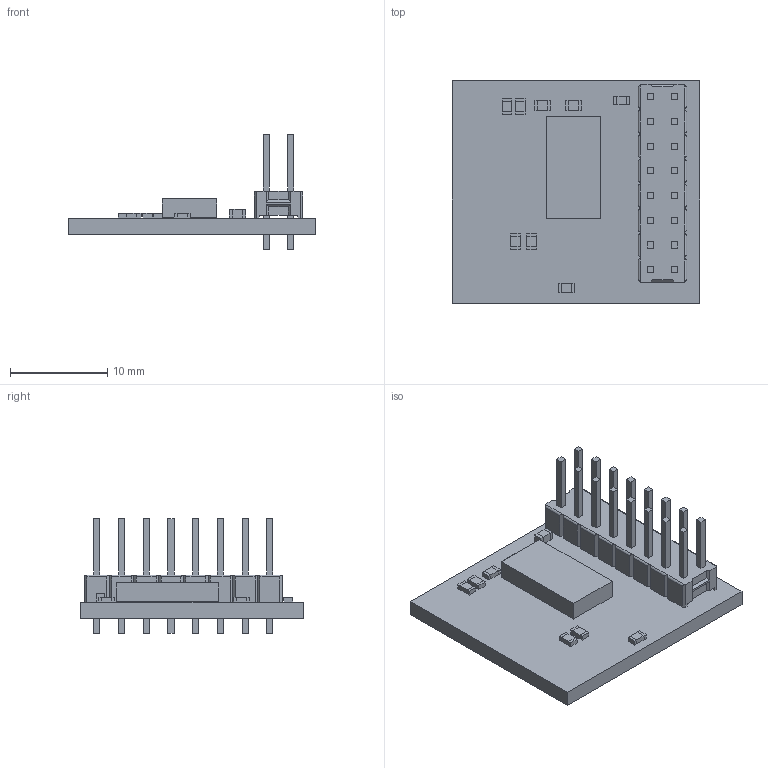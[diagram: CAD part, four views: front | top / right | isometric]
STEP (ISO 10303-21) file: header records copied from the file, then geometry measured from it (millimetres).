
FILE_DESCRIPTION(('Open CASCADE Model'),'2;1');
FILE_NAME('Open CASCADE Shape Model','2018-04-23T20:48:18',('Author'),( 'Open CASCADE'),'Open CASCADE STEP processor 6.5','Open CASCADE 6.5' ,'Unknown');
FILE_SCHEMA(('AUTOMOTIVE_DESIGN { 1 0 10303 214 1 1 1 1 }'));
Length unit declared in the file: millimetre
Products named in the file (27): PCB; Board; C1; 1175837712; Extruded; 1175837456; J2; 12541; R1; 1189094656; 1189094528; R2; R3; 1189094912; 1189095296; R4; U1; 1175659888; R5; R6; R7
Assembly tree (44 placements, depth 4):
  PCB
    Board
    C1
      1175837712  x2
        Extruded
      1175837456
        Extruded
    J2
      12541
    R1
      1189094656  x2
        Extruded
      1189094528
        Extruded
    R2
      1189094656  x2
        Extruded
      1189094528
        Extruded
    R3
      1189094912
        Extruded
      1189095296  x2
        Extruded
    R4
      1189094912
        Extruded
      1189095296  x2
        Extruded
    U1
      1175659888
        Extruded
    R5
      1189095296  x2
        Extruded
      1189094912
        Extruded
    R6
      1189095296  x2
        Extruded
      1189094912
        Extruded
    R7
      1189094656  x2
        Extruded
      1189094528
        Extruded
Bounding box: 25.4 x 22.86 x 11.8 mm (x, y, z)
Volume: 1390.9 mm3; surface area: 2295.6 mm2
Topology: 27 solids, 27 shells, 404 faces, 954 edges, 636 vertices
Faces by surface type: plane 388, cylinder 16
Entity records: 19770 total; most frequent: CARTESIAN_POINT 4167, DIRECTION 2768, LINE 2086, VECTOR 2086, ORIENTED_EDGE 1476, PCURVE 1476, DEFINITIONAL_REPRESENTATION 1476, EDGE_CURVE 738
